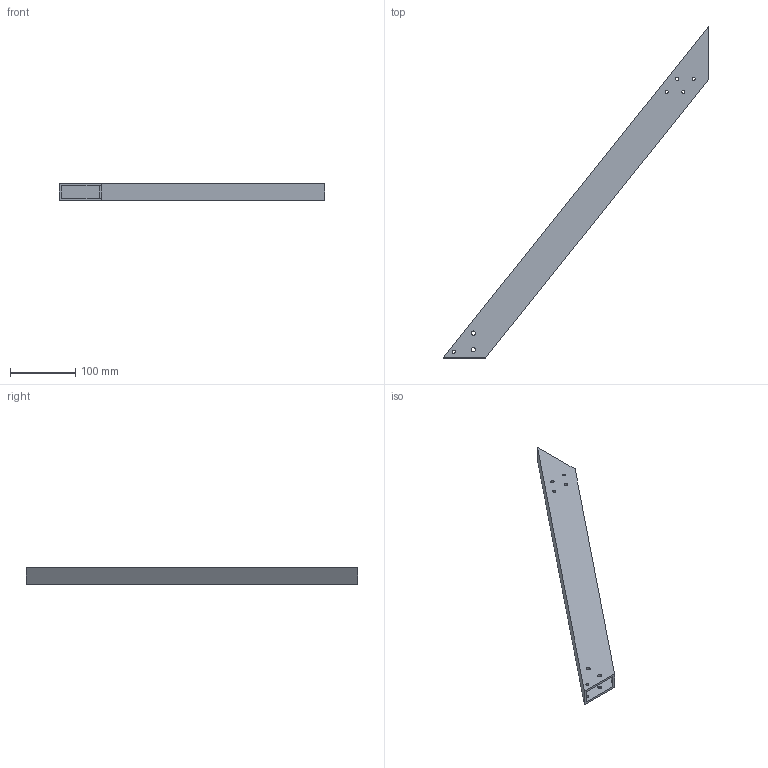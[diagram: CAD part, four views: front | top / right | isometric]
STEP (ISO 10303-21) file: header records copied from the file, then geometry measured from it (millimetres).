
FILE_DESCRIPTION (( 'STEP AP214' ), '1' );
FILE_NAME ('FrontAFrame_Mirrored.STEP', '2024-02-12T03:56:39', ( '' ), ( '' ), 'SwSTEP 2.0', 'SolidWorks 2023', '' );
FILE_SCHEMA (( 'AUTOMOTIVE_DESIGN' ));
Length unit declared in the file: inch
Products named in the file (1): FrontAFrame_Mirrored
Bounding box: 406.4 x 508 x 25.4 mm (x, y, z)
Volume: 226035.2 mm3; surface area: 147804.7 mm2
Topology: 1 solids, 1 shells, 75 faces, 219 edges, 146 vertices
Faces by surface type: cylinder 61, plane 14
Entity records: 2702 total; most frequent: DIRECTION 493, CARTESIAN_POINT 441, ORIENTED_EDGE 438, EDGE_CURVE 219, AXIS2_PLACEMENT_3D 198, VERTEX_POINT 146, EDGE_LOOP 135, CIRCLE 122
